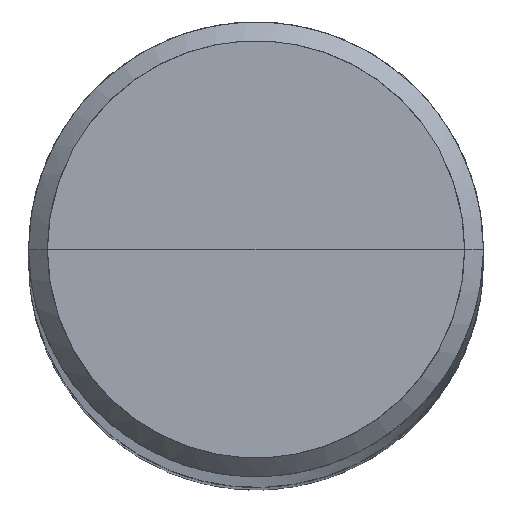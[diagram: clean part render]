
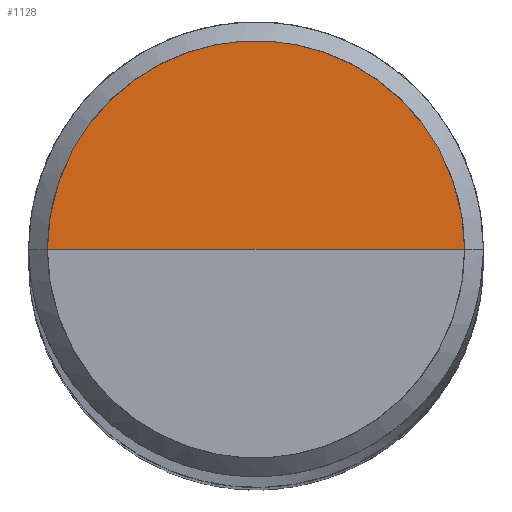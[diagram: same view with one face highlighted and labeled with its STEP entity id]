
A CAD part, top view. The second image highlights one B-rep face of the part: STEP entity #1128.
In plain terms, the highlighted free-form (B-spline) face has degree [1, 2] with [2, 5] control points.
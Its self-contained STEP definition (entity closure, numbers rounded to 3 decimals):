
#908=CARTESIAN_POINT('',(2.75,0.0,77.0));
#909=CARTESIAN_POINT('',(2.75,2.75,77.0));
#910=CARTESIAN_POINT('',(0.0,2.75,77.0));
#911=CARTESIAN_POINT('',(-2.75,2.75,77.0));
#912=CARTESIAN_POINT('',(-2.75,0.0,77.0));
#913=CARTESIAN_POINT('',(0.0,0.0,77.0));
#1113=(
BOUNDED_SURFACE()
B_SPLINE_SURFACE(1,2,(
(#908,#909,#910,#911,#912),
(#913,#913,#913,#913,#913)
), .UNSPECIFIED.,.F.,.F.,.F.)
B_SPLINE_SURFACE_WITH_KNOTS((2,2),(3,2,3),(
0.0,1.0),(
0.0,0.5,1.0), .UNSPECIFIED.)
GEOMETRIC_REPRESENTATION_ITEM()
RATIONAL_B_SPLINE_SURFACE(((1.0,0.707,1.0,0.707,1.0),
(1.0,0.707,1.0,0.707,1.0)
))
REPRESENTATION_ITEM('')
SURFACE()
);
#1114=(
BOUNDED_CURVE()
B_SPLINE_CURVE(2,(#912,#911,#910,#909,#908),.UNSPECIFIED.,.F.,.F.)
B_SPLINE_CURVE_WITH_KNOTS((3,2,3),
(0.0,0.5,1.0),.UNSPECIFIED.)
CURVE()
GEOMETRIC_REPRESENTATION_ITEM()
RATIONAL_B_SPLINE_CURVE((1.0,0.707,1.0,0.707,1.0))
REPRESENTATION_ITEM('')
);
#1115=(
BOUNDED_CURVE()
B_SPLINE_CURVE(1,(#908,#913),.UNSPECIFIED.,.F.,.F.)
B_SPLINE_CURVE_WITH_KNOTS((2,2),
(0.0,1.0),.UNSPECIFIED.)
CURVE()
GEOMETRIC_REPRESENTATION_ITEM()
RATIONAL_B_SPLINE_CURVE((1.0,1.0))
REPRESENTATION_ITEM('')
);
#1116=(
BOUNDED_CURVE()
B_SPLINE_CURVE(1,(#913,#912),.UNSPECIFIED.,.F.,.F.)
B_SPLINE_CURVE_WITH_KNOTS((2,2),
(0.0,1.0),.UNSPECIFIED.)
CURVE()
GEOMETRIC_REPRESENTATION_ITEM()
RATIONAL_B_SPLINE_CURVE((1.0,1.0))
REPRESENTATION_ITEM('')
);
#1117=VERTEX_POINT('',#908);
#1118=VERTEX_POINT('',#912);
#1119=VERTEX_POINT('',#913);
#1120=EDGE_CURVE('',#1118,#1117,#1114,.T.);
#1121=EDGE_CURVE('',#1117,#1119,#1115,.T.);
#1122=EDGE_CURVE('',#1119,#1118,#1116,.T.);
#1123=ORIENTED_EDGE('',*,*,#1120,.T.);
#1124=ORIENTED_EDGE('',*,*,#1121,.T.);
#1125=ORIENTED_EDGE('',*,*,#1122,.T.);
#1126=EDGE_LOOP('',(#1123,#1124,#1125));
#1127=FACE_OUTER_BOUND('',#1126,.T.);
#1128=ADVANCED_FACE('',(#1127),#1113,.T.);
